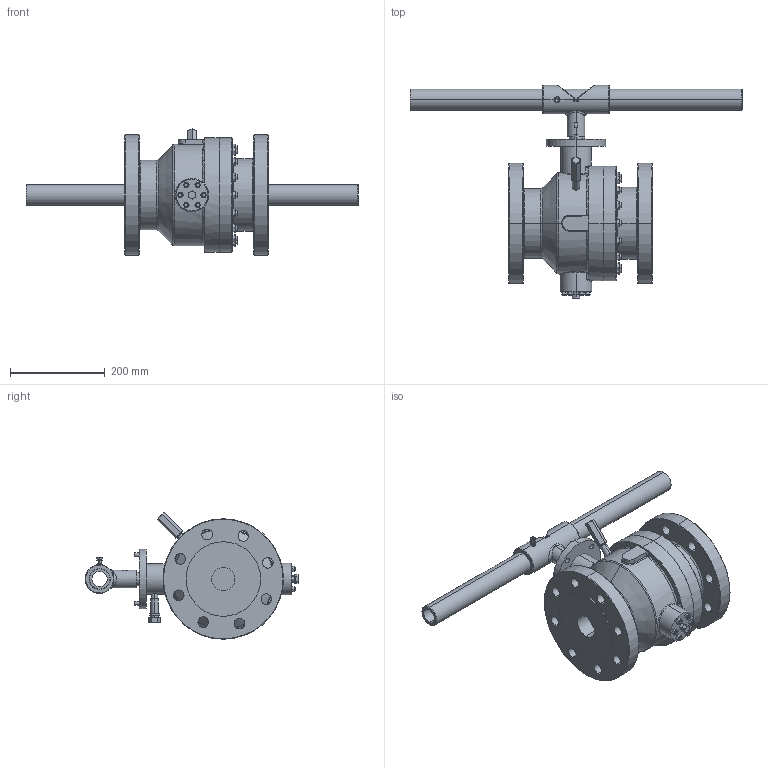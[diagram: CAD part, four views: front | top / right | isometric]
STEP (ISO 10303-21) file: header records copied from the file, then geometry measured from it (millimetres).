
FILE_DESCRIPTION (( 'STEP AP203' ), '1' );
FILE_NAME ('04-B2-300-RF-B.STEP', '2026-03-21T01:41:23', ( 'hp' ), ( '' ), 'SwSTEP 2.0', 'SolidWorks 2022', '' );
FILE_SCHEMA (( 'CONFIG_CONTROL_DESIGN' ));
Length unit declared in the file: millimetre
Products named in the file (1): 04-B2-300-RF-B
Bounding box: 700 x 450 x 266.73 mm (x, y, z)
Volume: 11142280.1 mm3; surface area: 719319.2 mm2
Topology: 31 solids, 31 shells, 864 faces, 1906 edges, 1133 vertices
Faces by surface type: cone 307, plane 307, cylinder 188, bspline 32, torus 26, sphere 4
Entity records: 29143 total; most frequent: CARTESIAN_POINT 10974, ORIENTED_EDGE 3788, DIRECTION 3653, EDGE_CURVE 1894, AXIS2_PLACEMENT_3D 1551, VERTEX_POINT 1133, EDGE_LOOP 947, FACE_OUTER_BOUND 864
